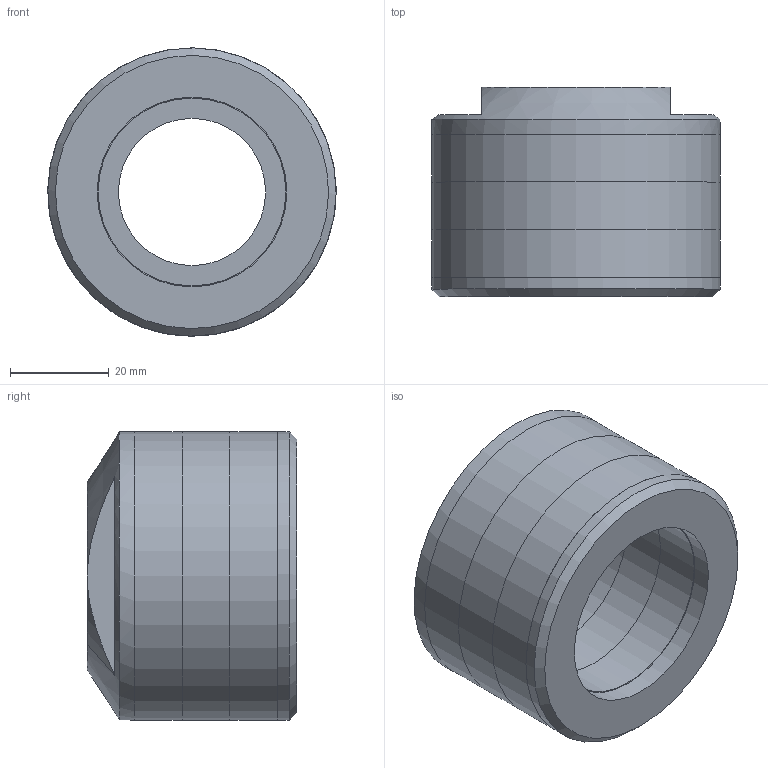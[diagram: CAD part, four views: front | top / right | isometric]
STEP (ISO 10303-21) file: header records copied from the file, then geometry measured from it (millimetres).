
FILE_DESCRIPTION (( 'STEP AP214' ), '1' );
FILE_NAME ('CTSC-001928.STEP', '2025-09-18T12:13:39', ( '' ), ( '' ), 'SwSTEP 2.0', 'SolidWorks 2023', '' );
FILE_SCHEMA (( 'AUTOMOTIVE_DESIGN' ));
Length unit declared in the file: inch
Products named in the file (1): CTSC-001928
Bounding box: 58.29 x 42.34 x 58.29 mm (x, y, z)
Volume: 62580.8 mm3; surface area: 27886.8 mm2
Topology: 5 solids, 5 shells, 27 faces, 47 edges, 30 vertices
Faces by surface type: plane 14, cylinder 10, cone 3
Full cylindrical faces by diameter (mm): 29.766 x1, 37.973 x3, 38.354 x1, 58.293 x5
Entity records: 679 total; most frequent: CARTESIAN_POINT 129, DIRECTION 106, ORIENTED_EDGE 62, AXIS2_PLACEMENT_3D 52, EDGE_LOOP 48, FACE_OUTER_BOUND 36, EDGE_CURVE 31, VERTEX_POINT 27
